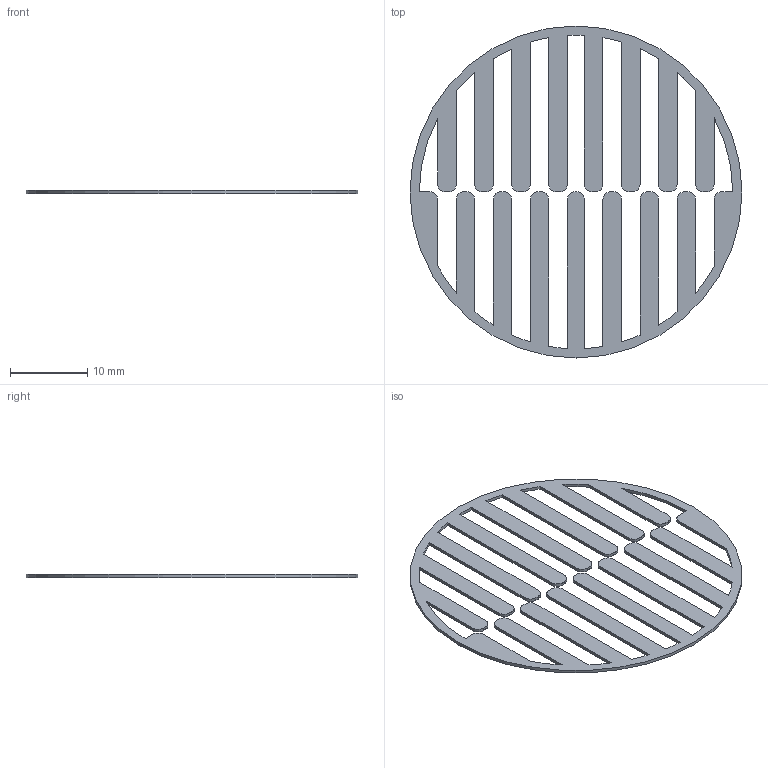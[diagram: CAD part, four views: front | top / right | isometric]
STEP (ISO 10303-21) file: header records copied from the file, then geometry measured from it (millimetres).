
FILE_DESCRIPTION(('HOOPS Exchange Step'),'2;1');
FILE_NAME('temp_export','2023-11-19T20:08:33+19:00',('jscotto'),('Shapr3D Limited'),'HOOPS Exchange 2023.2','Shapr3D','Authorized');
FILE_SCHEMA( ('AUTOMOTIVE_DESIGN { 1 0 10303 214 1 1 1 1 }') );
Length unit declared in the file: millimetre
Products named in the file (1): Circle
Bounding box: 43.02 x 43.02 x 0.4 mm (x, y, z)
Volume: 319.5 mm3; surface area: 1902 mm2
Topology: 1 solids, 1 shells, 101 faces, 297 edges, 198 vertices
Faces by surface type: plane 51, cylinder 50
Full cylindrical faces by diameter (mm): 43.02 x1
Entity records: 3419 total; most frequent: DIRECTION 601, CARTESIAN_POINT 597, ORIENTED_EDGE 594, EDGE_CURVE 297, AXIS2_PLACEMENT_3D 202, VERTEX_POINT 198, VECTOR 197, LINE 197
